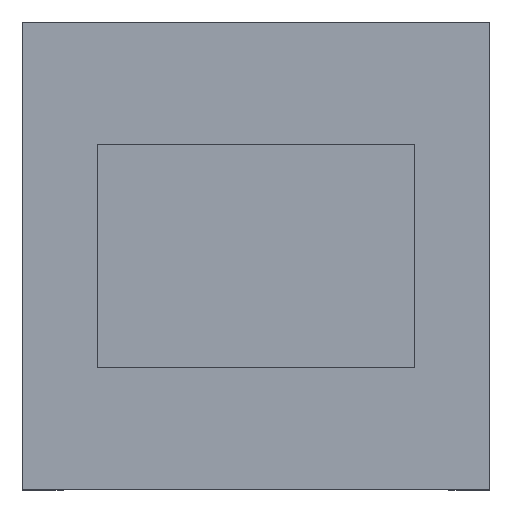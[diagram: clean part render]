
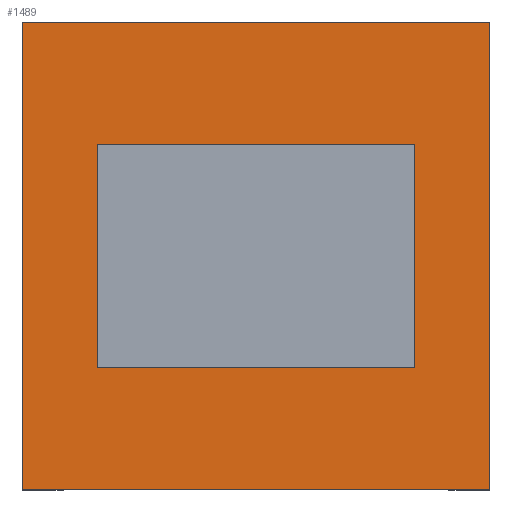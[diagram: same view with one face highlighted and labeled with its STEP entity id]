
A CAD part, top view. The second image highlights one B-rep face of the part: STEP entity #1489.
In plain terms, the highlighted planar face has unit normal (0, 0, 1).
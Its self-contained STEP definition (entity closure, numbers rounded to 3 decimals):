
#37=FACE_BOUND('',#201,.T.);
#107=FACE_OUTER_BOUND('',#200,.T.);
#200=EDGE_LOOP('',(#1274,#1275,#1276,#1277));
#201=EDGE_LOOP('',(#1278,#1279,#1280,#1281));
#384=LINE('',#2343,#578);
#388=LINE('',#2351,#582);
#393=LINE('',#2361,#587);
#395=LINE('',#2364,#589);
#396=LINE('',#2368,#590);
#397=LINE('',#2370,#591);
#398=LINE('',#2372,#592);
#399=LINE('',#2373,#593);
#578=VECTOR('',#1917,10.);
#582=VECTOR('',#1923,10.);
#587=VECTOR('',#1932,10.);
#589=VECTOR('',#1936,10.);
#590=VECTOR('',#1939,10.);
#591=VECTOR('',#1940,10.);
#592=VECTOR('',#1941,10.);
#593=VECTOR('',#1942,10.);
#719=VERTEX_POINT('',#2341);
#720=VERTEX_POINT('',#2342);
#723=VERTEX_POINT('',#2350);
#726=VERTEX_POINT('',#2360);
#727=VERTEX_POINT('',#2366);
#728=VERTEX_POINT('',#2367);
#729=VERTEX_POINT('',#2369);
#730=VERTEX_POINT('',#2371);
#908=EDGE_CURVE('',#719,#720,#384,.T.);
#912=EDGE_CURVE('',#720,#723,#388,.T.);
#917=EDGE_CURVE('',#723,#726,#393,.T.);
#919=EDGE_CURVE('',#726,#719,#395,.T.);
#920=EDGE_CURVE('',#727,#728,#396,.T.);
#921=EDGE_CURVE('',#728,#729,#397,.T.);
#922=EDGE_CURVE('',#729,#730,#398,.T.);
#923=EDGE_CURVE('',#730,#727,#399,.T.);
#1274=ORIENTED_EDGE('',*,*,#920,.T.);
#1275=ORIENTED_EDGE('',*,*,#921,.T.);
#1276=ORIENTED_EDGE('',*,*,#922,.T.);
#1277=ORIENTED_EDGE('',*,*,#923,.T.);
#1278=ORIENTED_EDGE('',*,*,#912,.F.);
#1279=ORIENTED_EDGE('',*,*,#908,.F.);
#1280=ORIENTED_EDGE('',*,*,#919,.F.);
#1281=ORIENTED_EDGE('',*,*,#917,.F.);
#1410=PLANE('',#1590);
#1489=ADVANCED_FACE('',(#107,#37),#1410,.T.);
#1590=AXIS2_PLACEMENT_3D('',#2365,#1937,#1938);
#1917=DIRECTION('',(-1.,0.,0.));
#1923=DIRECTION('',(0.,-1.,0.));
#1932=DIRECTION('',(1.,0.,0.));
#1936=DIRECTION('',(0.,1.,0.));
#1937=DIRECTION('center_axis',(0.,0.,1.));
#1938=DIRECTION('ref_axis',(1.,0.,0.));
#1939=DIRECTION('',(-1.,0.,0.));
#1940=DIRECTION('',(0.,-1.,0.));
#1941=DIRECTION('',(1.,0.,0.));
#1942=DIRECTION('',(0.,1.,0.));
#2341=CARTESIAN_POINT('',(18.6,13.1,82.5));
#2342=CARTESIAN_POINT('',(-18.6,13.1,82.5));
#2343=CARTESIAN_POINT('',(-9.3,13.1,82.5));
#2350=CARTESIAN_POINT('',(-18.6,-13.1,82.5));
#2351=CARTESIAN_POINT('',(-18.6,-6.55,82.5));
#2360=CARTESIAN_POINT('',(18.6,-13.1,82.5));
#2361=CARTESIAN_POINT('',(9.3,-13.1,82.5));
#2364=CARTESIAN_POINT('',(18.6,6.55,82.5));
#2365=CARTESIAN_POINT('Origin',(0.,0.,82.5));
#2366=CARTESIAN_POINT('',(27.4,27.4,82.5));
#2367=CARTESIAN_POINT('',(-27.4,27.4,82.5));
#2368=CARTESIAN_POINT('',(-27.4,27.4,82.5));
#2369=CARTESIAN_POINT('',(-27.4,-27.4,82.5));
#2370=CARTESIAN_POINT('',(-27.4,-27.4,82.5));
#2371=CARTESIAN_POINT('',(27.4,-27.4,82.5));
#2372=CARTESIAN_POINT('',(27.4,-27.4,82.5));
#2373=CARTESIAN_POINT('',(27.4,27.4,82.5));
